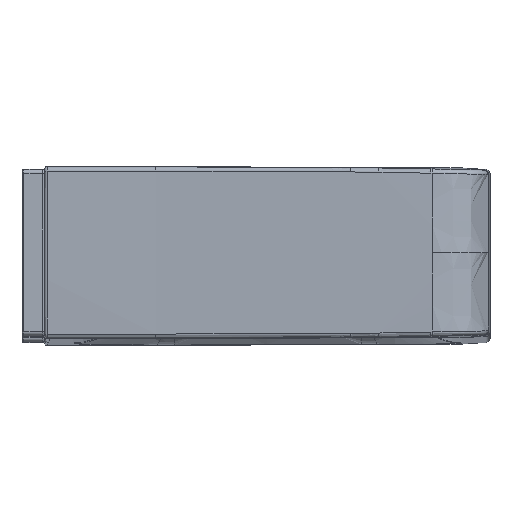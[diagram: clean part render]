
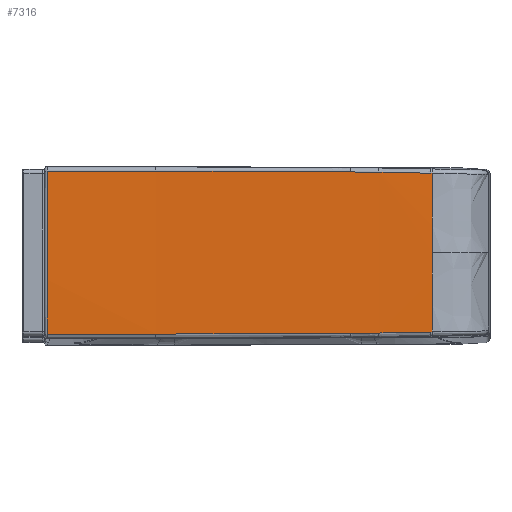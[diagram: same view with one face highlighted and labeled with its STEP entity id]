
A CAD part, top view. The second image highlights one B-rep face of the part: STEP entity #7316.
In plain terms, the highlighted cylindrical face has radius 700 mm (diameter 1400 mm), a partial arc.
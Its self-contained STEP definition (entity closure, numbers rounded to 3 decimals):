
#3571=CARTESIAN_POINT(' ',(0.5,-14.621,658.847));
#3572=VERTEX_POINT(' ',#3571);
#3851=CARTESIAN_POINT(' ',(0.5,14.621,658.847));
#3852=VERTEX_POINT(' ',#3851);
#3876=CARTESIAN_POINT(' ',(0.5,0.,-41.013));
#3881=DIRECTION(' ',(1.,0.,0.));
#3886=DIRECTION(' ',(0.,0.021,1.));
#3891=AXIS2_PLACEMENT_3D(' ',#3876,#3881,#3886);
#3896=CIRCLE('',#3891,700.013);
#3901=EDGE_CURVE(' ',#3852,#3572,#3896,.T.);
#6666=CARTESIAN_POINT(' ',(20.,-14.621,658.847));
#6667=VERTEX_POINT(' ',#6666);
#6681=CARTESIAN_POINT(' ',(0.5,-14.621,658.847));
#6686=DIRECTION(' ',(1.,0.,0.));
#6691=VECTOR(' ',#6686,1.);
#6696=LINE('',#6681,#6691);
#6701=EDGE_CURVE(' ',#3572,#6667,#6696,.T.);
#6731=CARTESIAN_POINT(' ',(35.346,0.,-41.));
#6736=DIRECTION(' ',(-1.,0.,0.));
#6741=DIRECTION(' ',(0.,-0.021,1.));
#6746=AXIS2_PLACEMENT_3D(' ',#6731,#6736,#6741);
#6751=CYLINDRICAL_SURFACE(' ',#6746,700.);
#6756=ORIENTED_EDGE(' ',*,*,#6701,.T.);
#6761=CARTESIAN_POINT(' ',(20.,-14.621,658.847));
#6766=CARTESIAN_POINT(' ',(23.33,-14.621,658.847));
#6771=CARTESIAN_POINT(' ',(26.319,-14.613,658.847));
#6776=CARTESIAN_POINT(' ',(30.276,-14.599,658.848));
#6781=CARTESIAN_POINT(' ',(31.384,-14.593,658.848));
#6786=CARTESIAN_POINT(' ',(33.568,-14.583,658.848));
#6791=CARTESIAN_POINT(' ',(34.645,-14.577,658.848));
#6796=CARTESIAN_POINT(' ',(36.791,-14.565,658.848));
#6801=CARTESIAN_POINT(' ',(37.86,-14.558,658.849));
#6806=CARTESIAN_POINT(' ',(40.013,-14.545,658.849));
#6811=CARTESIAN_POINT(' ',(41.097,-14.538,658.849));
#6816=CARTESIAN_POINT(' ',(43.303,-14.526,658.849));
#6821=CARTESIAN_POINT(' ',(44.425,-14.519,658.849));
#6826=CARTESIAN_POINT(' ',(46.73,-14.508,658.85));
#6831=CARTESIAN_POINT(' ',(47.912,-14.503,658.85));
#6836=CARTESIAN_POINT(' ',(50.987,-14.49,658.85));
#6841=CARTESIAN_POINT(' ',(52.943,-14.483,658.85));
#6846=CARTESIAN_POINT(' ',(54.995,-14.479,658.85));
#6851=B_SPLINE_CURVE_WITH_KNOTS('',3,(#6761,#6766,#6771,#6776,#6781,#6786,#6791,#6796,#6801,#6806,#6811,#6816,#6821,#6826,#6831,#6836,#6841,#6846),.UNSPECIFIED.,.F.,.U.,(4,2,2,2,2,2,2,2,4),(0.,0.249,0.349,0.449,0.549,0.649,0.749,0.849,1.),.UNSPECIFIED.);
#6856=CARTESIAN_POINT(' ',(54.995,-14.479,658.85));
#6857=VERTEX_POINT(' ',#6856);
#6861=EDGE_CURVE(' ',#6667,#6857,#6851,.T.);
#6866=ORIENTED_EDGE(' ',*,*,#6861,.T.);
#6871=CARTESIAN_POINT(' ',(54.995,-14.479,658.85));
#6876=DIRECTION(' ',(1.,0.01,0.));
#6881=VECTOR(' ',#6876,1.);
#6886=LINE('',#6871,#6881);
#6891=CARTESIAN_POINT(' ',(60.066,-14.43,658.851));
#6892=VERTEX_POINT(' ',#6891);
#6896=EDGE_CURVE(' ',#6857,#6892,#6886,.T.);
#6901=ORIENTED_EDGE(' ',*,*,#6896,.T.);
#6906=CARTESIAN_POINT(' ',(60.066,-14.43,658.851));
#6911=CARTESIAN_POINT(' ',(63.943,-14.395,658.852));
#6916=CARTESIAN_POINT(' ',(64.85,-14.374,658.852));
#6921=CARTESIAN_POINT(' ',(68.475,-14.281,658.854));
#6926=CARTESIAN_POINT(' ',(68.902,-14.27,658.855));
#6931=CARTESIAN_POINT(' ',(69.374,-14.258,658.855));
#6936=B_SPLINE_CURVE_WITH_KNOTS('',3,(#6906,#6911,#6916,#6921,#6926,#6931),.UNSPECIFIED.,.F.,.U.,(4,2,4),(0.,0.892,1.),.UNSPECIFIED.);
#6941=CARTESIAN_POINT(' ',(69.374,-14.258,658.855));
#6942=VERTEX_POINT(' ',#6941);
#6946=EDGE_CURVE(' ',#6892,#6942,#6936,.T.);
#6951=ORIENTED_EDGE(' ',*,*,#6946,.T.);
#6956=CARTESIAN_POINT(' ',(69.374,-14.258,658.855));
#6961=DIRECTION(' ',(1.,0.026,0.001));
#6966=VECTOR(' ',#6961,1.);
#6971=LINE('',#6956,#6966);
#6976=CARTESIAN_POINT(' ',(69.669,-14.25,658.855));
#6977=VERTEX_POINT(' ',#6976);
#6981=EDGE_CURVE(' ',#6942,#6977,#6971,.T.);
#6986=ORIENTED_EDGE(' ',*,*,#6981,.T.);
#6991=CARTESIAN_POINT(' ',(69.669,0.,-41.009));
#6996=DIRECTION(' ',(1.,0.,0.));
#7001=DIRECTION(' ',(0.,0.,1.));
#7006=AXIS2_PLACEMENT_3D(' ',#6991,#6996,#7001);
#7011=CIRCLE('',#7006,700.009);
#7016=CARTESIAN_POINT(' ',(69.669,0.,659.));
#7017=VERTEX_POINT(' ',#7016);
#7021=EDGE_CURVE(' ',#7017,#6977,#7011,.T.);
#7026=ORIENTED_EDGE(' ',*,*,#7021,.F.);
#7031=CARTESIAN_POINT(' ',(69.669,0.,-41.006));
#7036=DIRECTION(' ',(-1.,0.,0.));
#7041=DIRECTION(' ',(0.,0.,1.));
#7046=AXIS2_PLACEMENT_3D(' ',#7031,#7036,#7041);
#7051=CIRCLE('',#7046,700.006);
#7056=CARTESIAN_POINT(' ',(69.669,14.25,658.855));
#7057=VERTEX_POINT(' ',#7056);
#7061=EDGE_CURVE(' ',#7017,#7057,#7051,.T.);
#7066=ORIENTED_EDGE(' ',*,*,#7061,.T.);
#7071=CARTESIAN_POINT(' ',(69.373,14.258,658.855));
#7076=DIRECTION(' ',(1.,-0.026,0.001));
#7081=VECTOR(' ',#7076,1.);
#7086=LINE('',#7071,#7081);
#7091=CARTESIAN_POINT(' ',(69.373,14.258,658.855));
#7092=VERTEX_POINT(' ',#7091);
#7096=EDGE_CURVE(' ',#7092,#7057,#7086,.T.);
#7101=ORIENTED_EDGE(' ',*,*,#7096,.F.);
#7106=CARTESIAN_POINT(' ',(60.067,14.43,658.851));
#7111=CARTESIAN_POINT(' ',(61.983,14.413,658.852));
#7116=CARTESIAN_POINT(' ',(63.9,14.391,658.852));
#7121=CARTESIAN_POINT(' ',(66.119,14.341,658.853));
#7126=CARTESIAN_POINT(' ',(66.428,14.333,658.853));
#7131=CARTESIAN_POINT(' ',(67.048,14.318,658.854));
#7136=CARTESIAN_POINT(' ',(67.358,14.31,658.854));
#7141=CARTESIAN_POINT(' ',(68.234,14.287,658.854));
#7146=CARTESIAN_POINT(' ',(68.801,14.273,658.854));
#7151=CARTESIAN_POINT(' ',(69.373,14.258,658.855));
#7156=B_SPLINE_CURVE_WITH_KNOTS('',3,(#7106,#7111,#7116,#7121,#7126,#7131,#7136,#7141,#7146,#7151),.UNSPECIFIED.,.F.,.U.,(4,2,2,2,4),(0.,0.619,0.719,0.819,1.),.UNSPECIFIED.);
#7161=CARTESIAN_POINT(' ',(60.067,14.43,658.851));
#7162=VERTEX_POINT(' ',#7161);
#7166=EDGE_CURVE(' ',#7162,#7092,#7156,.T.);
#7171=ORIENTED_EDGE(' ',*,*,#7166,.F.);
#7176=CARTESIAN_POINT(' ',(54.996,14.479,658.85));
#7181=DIRECTION(' ',(1.,-0.01,0.));
#7186=VECTOR(' ',#7181,1.);
#7191=LINE('',#7176,#7186);
#7196=CARTESIAN_POINT(' ',(54.996,14.479,658.85));
#7197=VERTEX_POINT(' ',#7196);
#7201=EDGE_CURVE(' ',#7197,#7162,#7191,.T.);
#7206=ORIENTED_EDGE(' ',*,*,#7201,.F.);
#7211=CARTESIAN_POINT(' ',(20.,14.621,658.847));
#7216=CARTESIAN_POINT(' ',(21.166,14.62,658.847));
#7221=CARTESIAN_POINT(' ',(22.333,14.619,658.847));
#7226=CARTESIAN_POINT(' ',(28.514,14.61,658.848));
#7231=CARTESIAN_POINT(' ',(33.529,14.584,658.848));
#7236=CARTESIAN_POINT(' ',(44.027,14.524,658.849));
#7241=CARTESIAN_POINT(' ',(49.465,14.491,658.85));
#7246=CARTESIAN_POINT(' ',(54.996,14.479,658.85));
#7251=B_SPLINE_CURVE_WITH_KNOTS('',3,(#7211,#7216,#7221,#7226,#7231,#7236,#7241,#7246),.UNSPECIFIED.,.F.,.U.,(4,2,2,4),(0.,0.1,0.53,1.),.UNSPECIFIED.);
#7256=CARTESIAN_POINT(' ',(20.,14.621,658.847));
#7257=VERTEX_POINT(' ',#7256);
#7261=EDGE_CURVE(' ',#7257,#7197,#7251,.T.);
#7266=ORIENTED_EDGE(' ',*,*,#7261,.F.);
#7271=CARTESIAN_POINT(' ',(0.5,14.621,658.847));
#7276=DIRECTION(' ',(1.,0.,0.));
#7281=VECTOR(' ',#7276,1.);
#7286=LINE('',#7271,#7281);
#7291=EDGE_CURVE(' ',#3852,#7257,#7286,.T.);
#7296=ORIENTED_EDGE(' ',*,*,#7291,.F.);
#7301=ORIENTED_EDGE(' ',*,*,#3901,.T.);
#7306=EDGE_LOOP(' ',(#6756,#6866,#6901,#6951,#6986,#7026,#7066,#7101,#7171,#7206,#7266,#7296,#7301));
#7311=FACE_OUTER_BOUND(' ',#7306,.T.);
#7316=ADVANCED_FACE('',(#7311),#6751,.T.);
